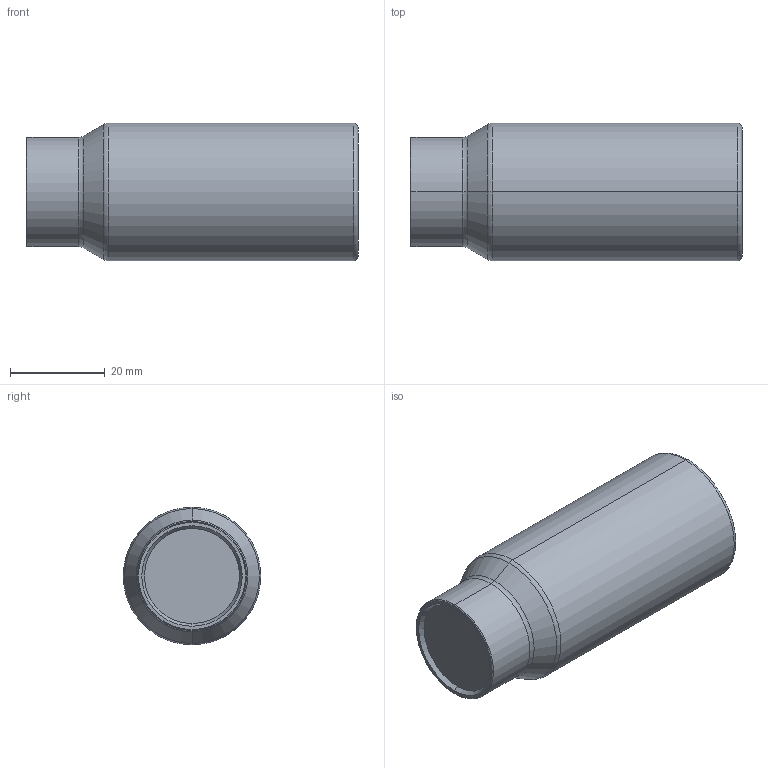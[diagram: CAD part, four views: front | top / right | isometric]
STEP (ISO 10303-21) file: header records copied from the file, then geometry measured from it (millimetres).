
FILE_DESCRIPTION (( 'STEP AP203' ), '1' );
FILE_NAME ('10.02.01.01517.step', '2022-11-07T19:13:14', ( '' ), ( '' ), 'SwSTEP 2.0', 'SolidWorks 2021', '' );
FILE_SCHEMA (( 'CONFIG_CONTROL_DESIGN' ));
Length unit declared in the file: millimetre
Products named in the file (1): 10.02.01.01517
Bounding box: 70 x 29 x 29 mm (x, y, z)
Volume: 41999.3 mm3; surface area: 7853.4 mm2
Topology: 1 solids, 2 shells, 27 faces, 52 edges, 30 vertices
Faces by surface type: cylinder 8, cone 8, torus 6, plane 5
Entity records: 769 total; most frequent: DIRECTION 144, CARTESIAN_POINT 110, ORIENTED_EDGE 104, AXIS2_PLACEMENT_3D 64, EDGE_CURVE 52, CIRCLE 36, EDGE_LOOP 30, VERTEX_POINT 30
